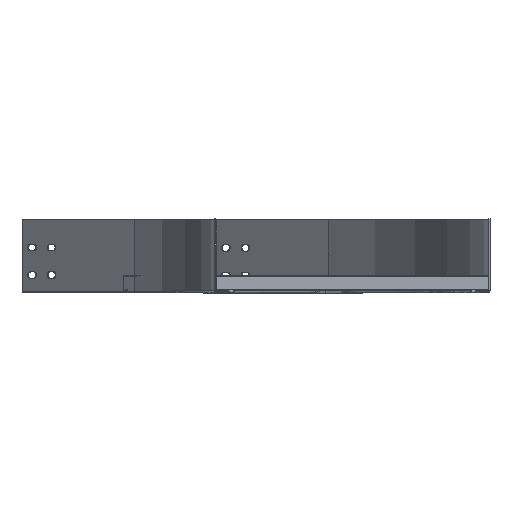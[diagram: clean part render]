
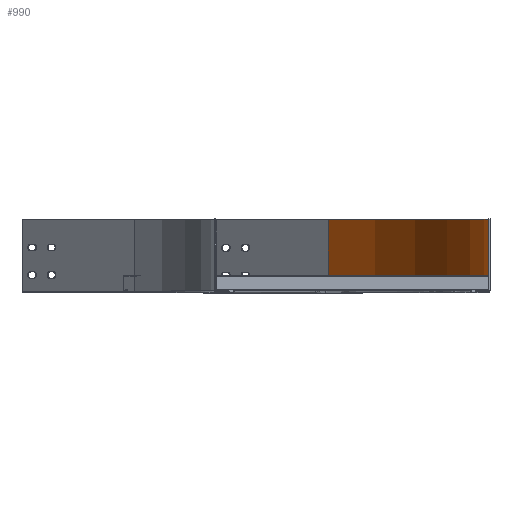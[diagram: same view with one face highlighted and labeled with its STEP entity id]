
A CAD part, top view. The second image highlights one B-rep face of the part: STEP entity #990.
In plain terms, the highlighted cylindrical face has radius 598.8 mm (diameter 1197.6 mm), a partial arc.
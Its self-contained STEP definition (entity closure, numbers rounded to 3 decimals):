
#75 = CARTESIAN_POINT ( 'NONE',  ( -300., 0., -173. ) ) ;
#76 = DIRECTION ( 'NONE',  ( 0., -1., 0. ) ) ;
#104 = DIRECTION ( 'NONE',  ( 0.707, 0., 0.707 ) ) ;
#753 = EDGE_CURVE ( 'NONE', #5740, #5741, #4731, .T. ) ;
#755 = EDGE_CURVE ( 'NONE', #5740, #5746, #4727, .T. ) ;
#757 = EDGE_CURVE ( 'NONE', #5746, #5747, #4724, .T. ) ;
#758 = EDGE_CURVE ( 'NONE', #5741, #5747, #4722, .T. ) ;
#990 = ADVANCED_FACE ( 'NONE', ( #2209 ), #2205, .F. ) ;
#1631 = EDGE_LOOP ( 'NONE', ( #2648, #2724, #2651, #2652 ) ) ;
#2205 = CYLINDRICAL_SURFACE ( 'NONE', #3562, 598.8 ) ;
#2209 = FACE_OUTER_BOUND ( 'NONE', #1631, .T. ) ;
#2648 = ORIENTED_EDGE ( 'NONE', *, *, #753, .F. ) ;
#2651 = ORIENTED_EDGE ( 'NONE', *, *, #757, .T. ) ;
#2652 = ORIENTED_EDGE ( 'NONE', *, *, #758, .F. ) ;
#2724 = ORIENTED_EDGE ( 'NONE', *, *, #755, .T. ) ;
#3562 = AXIS2_PLACEMENT_3D ( 'NONE', #75, #76, #104 ) ;
#3630 = AXIS2_PLACEMENT_3D ( 'NONE', #5253, #5245, #5244 ) ;
#3632 = AXIS2_PLACEMENT_3D ( 'NONE', #3649, #3648, #3646 ) ;
#3645 = CARTESIAN_POINT ( 'NONE',  ( 298.8, -41.13, -173. ) ) ;
#3646 = DIRECTION ( 'NONE',  ( 0.707, 0., 0.707 ) ) ;
#3648 = DIRECTION ( 'NONE',  ( 0., -1., 0. ) ) ;
#3649 = CARTESIAN_POINT ( 'NONE',  ( -300., -41.13, -173. ) ) ;
#3658 = DIRECTION ( 'NONE',  ( 0., 1., 0. ) ) ;
#3660 = DIRECTION ( 'NONE',  ( 0., 1., 0. ) ) ;
#3667 = CARTESIAN_POINT ( 'NONE',  ( 123.416, -41.13, -596.416 ) ) ;
#4446 = CARTESIAN_POINT ( 'NONE',  ( 298.8, 37.07, -173. ) ) ;
#4447 = CARTESIAN_POINT ( 'NONE',  ( 298.8, -41.13, -173. ) ) ;
#4457 = CARTESIAN_POINT ( 'NONE',  ( 123.416, 37.07, -596.416 ) ) ;
#4458 = CARTESIAN_POINT ( 'NONE',  ( 123.416, -41.13, -596.416 ) ) ;
#4721 = VECTOR ( 'NONE', #3658, 1000. ) ;
#4722 = CIRCLE ( 'NONE', #3630, 598.8 ) ;
#4724 = LINE ( 'NONE', #3645, #4721 ) ;
#4726 = VECTOR ( 'NONE', #3660, 1000. ) ;
#4727 = CIRCLE ( 'NONE', #3632, 598.8 ) ;
#4731 = LINE ( 'NONE', #3667, #4726 ) ;
#5244 = DIRECTION ( 'NONE',  ( 0.707, 0., 0.707 ) ) ;
#5245 = DIRECTION ( 'NONE',  ( 0., -1., 0. ) ) ;
#5253 = CARTESIAN_POINT ( 'NONE',  ( -300., 37.07, -173. ) ) ;
#5740 = VERTEX_POINT ( 'NONE', #4458 ) ;
#5741 = VERTEX_POINT ( 'NONE', #4457 ) ;
#5746 = VERTEX_POINT ( 'NONE', #4447 ) ;
#5747 = VERTEX_POINT ( 'NONE', #4446 ) ;
